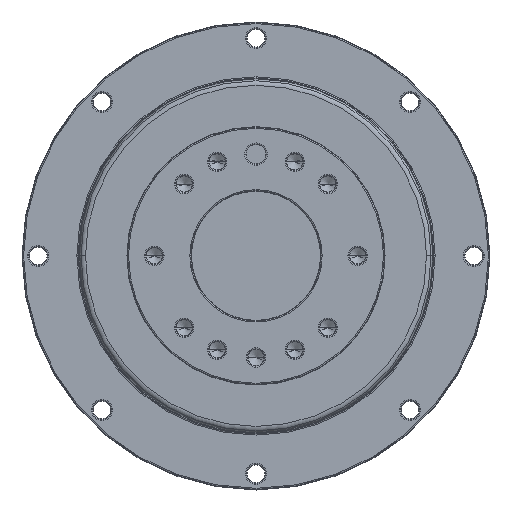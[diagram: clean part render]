
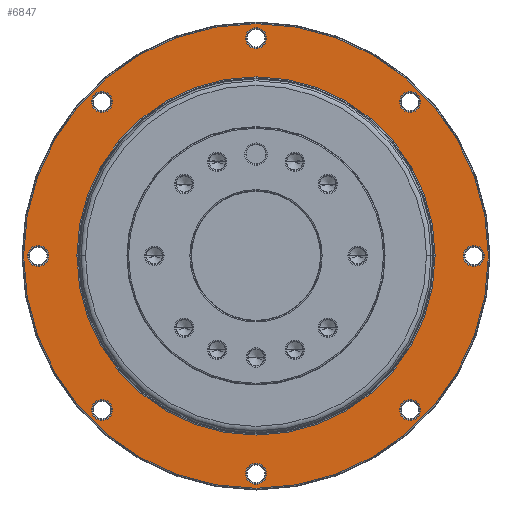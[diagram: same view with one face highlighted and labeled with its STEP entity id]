
A CAD part, top view. The second image highlights one B-rep face of the part: STEP entity #6847.
In plain terms, the highlighted planar face has unit normal (0, 0, 1).
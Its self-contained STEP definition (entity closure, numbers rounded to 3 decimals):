
#1659=CARTESIAN_POINT('',(0.,0.,12.));
#1660=DIRECTION('',(0.,0.,-1.));
#1661=DIRECTION('',(1.,0.,0.));
#1662=AXIS2_PLACEMENT_3D('',#1659,#1660,#1661);
#1664=CARTESIAN_POINT('',(0.,0.,12.));
#1665=DIRECTION('',(0.,0.,-1.));
#1666=DIRECTION('',(-1.,0.,0.));
#1667=AXIS2_PLACEMENT_3D('',#1664,#1665,#1666);
#1669=CARTESIAN_POINT('',(0.,-67.5,12.));
#1670=DIRECTION('',(0.,0.,-1.));
#1671=DIRECTION('',(1.,0.,0.));
#1672=AXIS2_PLACEMENT_3D('',#1669,#1670,#1671);
#1674=CARTESIAN_POINT('',(0.,-67.5,12.));
#1675=DIRECTION('',(0.,0.,-1.));
#1676=DIRECTION('',(-1.,0.,0.));
#1677=AXIS2_PLACEMENT_3D('',#1674,#1675,#1676);
#1679=CARTESIAN_POINT('',(-47.73,-47.73,12.));
#1680=DIRECTION('',(0.,0.,-1.));
#1681=DIRECTION('',(1.,0.,0.));
#1682=AXIS2_PLACEMENT_3D('',#1679,#1680,#1681);
#1684=CARTESIAN_POINT('',(-47.73,-47.73,12.));
#1685=DIRECTION('',(0.,0.,-1.));
#1686=DIRECTION('',(-1.,0.,0.));
#1687=AXIS2_PLACEMENT_3D('',#1684,#1685,#1686);
#1689=CARTESIAN_POINT('',(-67.5,0.,12.));
#1690=DIRECTION('',(0.,0.,-1.));
#1691=DIRECTION('',(1.,0.,0.));
#1692=AXIS2_PLACEMENT_3D('',#1689,#1690,#1691);
#1694=CARTESIAN_POINT('',(-67.5,0.,12.));
#1695=DIRECTION('',(0.,0.,-1.));
#1696=DIRECTION('',(-1.,0.,0.));
#1697=AXIS2_PLACEMENT_3D('',#1694,#1695,#1696);
#1699=CARTESIAN_POINT('',(-47.73,47.73,12.));
#1700=DIRECTION('',(0.,0.,-1.));
#1701=DIRECTION('',(1.,0.,0.));
#1702=AXIS2_PLACEMENT_3D('',#1699,#1700,#1701);
#1704=CARTESIAN_POINT('',(-47.73,47.73,12.));
#1705=DIRECTION('',(0.,0.,-1.));
#1706=DIRECTION('',(-1.,0.,0.));
#1707=AXIS2_PLACEMENT_3D('',#1704,#1705,#1706);
#1709=CARTESIAN_POINT('',(0.,67.5,12.));
#1710=DIRECTION('',(0.,0.,-1.));
#1711=DIRECTION('',(1.,0.,0.));
#1712=AXIS2_PLACEMENT_3D('',#1709,#1710,#1711);
#1714=CARTESIAN_POINT('',(0.,67.5,12.));
#1715=DIRECTION('',(0.,0.,-1.));
#1716=DIRECTION('',(-1.,0.,0.));
#1717=AXIS2_PLACEMENT_3D('',#1714,#1715,#1716);
#1719=CARTESIAN_POINT('',(47.73,47.73,12.));
#1720=DIRECTION('',(0.,0.,-1.));
#1721=DIRECTION('',(1.,0.,0.));
#1722=AXIS2_PLACEMENT_3D('',#1719,#1720,#1721);
#1724=CARTESIAN_POINT('',(47.73,47.73,12.));
#1725=DIRECTION('',(0.,0.,-1.));
#1726=DIRECTION('',(-1.,0.,0.));
#1727=AXIS2_PLACEMENT_3D('',#1724,#1725,#1726);
#1729=CARTESIAN_POINT('',(67.5,0.,12.));
#1730=DIRECTION('',(0.,0.,-1.));
#1731=DIRECTION('',(1.,0.,0.));
#1732=AXIS2_PLACEMENT_3D('',#1729,#1730,#1731);
#1734=CARTESIAN_POINT('',(67.5,0.,12.));
#1735=DIRECTION('',(0.,0.,-1.));
#1736=DIRECTION('',(-1.,0.,0.));
#1737=AXIS2_PLACEMENT_3D('',#1734,#1735,#1736);
#1739=CARTESIAN_POINT('',(47.73,-47.73,12.));
#1740=DIRECTION('',(0.,0.,-1.));
#1741=DIRECTION('',(1.,0.,0.));
#1742=AXIS2_PLACEMENT_3D('',#1739,#1740,#1741);
#1744=CARTESIAN_POINT('',(47.73,-47.73,12.));
#1745=DIRECTION('',(0.,0.,-1.));
#1746=DIRECTION('',(-1.,0.,0.));
#1747=AXIS2_PLACEMENT_3D('',#1744,#1745,#1746);
#1749=CARTESIAN_POINT('',(0.,0.,12.));
#1750=DIRECTION('',(0.,0.,1.));
#1751=DIRECTION('',(1.,0.,0.));
#1752=AXIS2_PLACEMENT_3D('',#1749,#1750,#1751);
#1754=CARTESIAN_POINT('',(0.,0.,12.));
#1755=DIRECTION('',(0.,0.,1.));
#1756=DIRECTION('',(-1.,0.,0.));
#1757=AXIS2_PLACEMENT_3D('',#1754,#1755,#1756);
#4272=CARTESIAN_POINT('',(55.5,0.,12.));
#4273=VERTEX_POINT('',#4272);
#4274=CARTESIAN_POINT('',(-55.5,0.,12.));
#4275=VERTEX_POINT('',#4274);
#4276=CARTESIAN_POINT('',(3.25,-67.5,12.));
#4278=VERTEX_POINT('',#4276);
#4282=CARTESIAN_POINT('',(-3.25,-67.5,12.));
#4283=VERTEX_POINT('',#4282);
#4284=CARTESIAN_POINT('',(-44.48,-47.73,12.));
#4286=VERTEX_POINT('',#4284);
#4290=CARTESIAN_POINT('',(-50.98,-47.73,12.));
#4291=VERTEX_POINT('',#4290);
#4292=CARTESIAN_POINT('',(-64.25,0.,12.));
#4294=VERTEX_POINT('',#4292);
#4298=CARTESIAN_POINT('',(-70.75,0.,12.));
#4299=VERTEX_POINT('',#4298);
#4300=CARTESIAN_POINT('',(-44.48,47.73,12.));
#4302=VERTEX_POINT('',#4300);
#4306=CARTESIAN_POINT('',(-50.98,47.73,12.));
#4307=VERTEX_POINT('',#4306);
#4308=CARTESIAN_POINT('',(3.25,67.5,12.));
#4310=VERTEX_POINT('',#4308);
#4314=CARTESIAN_POINT('',(-3.25,67.5,12.));
#4315=VERTEX_POINT('',#4314);
#4316=CARTESIAN_POINT('',(50.98,47.73,12.));
#4318=VERTEX_POINT('',#4316);
#4322=CARTESIAN_POINT('',(44.48,47.73,12.));
#4323=VERTEX_POINT('',#4322);
#4324=CARTESIAN_POINT('',(70.75,0.,12.));
#4326=VERTEX_POINT('',#4324);
#4330=CARTESIAN_POINT('',(64.25,0.,12.));
#4331=VERTEX_POINT('',#4330);
#4332=CARTESIAN_POINT('',(50.98,-47.73,12.));
#4334=VERTEX_POINT('',#4332);
#4338=CARTESIAN_POINT('',(44.48,-47.73,12.));
#4339=VERTEX_POINT('',#4338);
#4344=CARTESIAN_POINT('',(-72.,0.,12.));
#4345=VERTEX_POINT('',#4344);
#4346=CARTESIAN_POINT('',(72.,0.,12.));
#4347=VERTEX_POINT('',#4346);
#6783=CARTESIAN_POINT('',(0.,0.,12.));
#6784=DIRECTION('',(0.,0.,1.));
#6785=DIRECTION('',(1.,0.,0.));
#6786=AXIS2_PLACEMENT_3D('',#6783,#6784,#6785);
#6787=PLANE('',#6786);
#6788=ORIENTED_EDGE('',*,*,#6773,.F.);
#6790=ORIENTED_EDGE('',*,*,#6789,.F.);
#6791=EDGE_LOOP('',(#6788,#6790));
#6792=FACE_OUTER_BOUND('',#6791,.F.);
#6794=ORIENTED_EDGE('',*,*,#6793,.F.);
#6796=ORIENTED_EDGE('',*,*,#6795,.F.);
#6797=EDGE_LOOP('',(#6794,#6796));
#6798=FACE_BOUND('',#6797,.F.);
#6800=ORIENTED_EDGE('',*,*,#6799,.F.);
#6802=ORIENTED_EDGE('',*,*,#6801,.F.);
#6803=EDGE_LOOP('',(#6800,#6802));
#6804=FACE_BOUND('',#6803,.F.);
#6806=ORIENTED_EDGE('',*,*,#6805,.F.);
#6808=ORIENTED_EDGE('',*,*,#6807,.F.);
#6809=EDGE_LOOP('',(#6806,#6808));
#6810=FACE_BOUND('',#6809,.F.);
#6812=ORIENTED_EDGE('',*,*,#6811,.F.);
#6814=ORIENTED_EDGE('',*,*,#6813,.F.);
#6815=EDGE_LOOP('',(#6812,#6814));
#6816=FACE_BOUND('',#6815,.F.);
#6818=ORIENTED_EDGE('',*,*,#6817,.F.);
#6820=ORIENTED_EDGE('',*,*,#6819,.F.);
#6821=EDGE_LOOP('',(#6818,#6820));
#6822=FACE_BOUND('',#6821,.F.);
#6824=ORIENTED_EDGE('',*,*,#6823,.F.);
#6826=ORIENTED_EDGE('',*,*,#6825,.F.);
#6827=EDGE_LOOP('',(#6824,#6826));
#6828=FACE_BOUND('',#6827,.F.);
#6830=ORIENTED_EDGE('',*,*,#6829,.F.);
#6832=ORIENTED_EDGE('',*,*,#6831,.F.);
#6833=EDGE_LOOP('',(#6830,#6832));
#6834=FACE_BOUND('',#6833,.F.);
#6836=ORIENTED_EDGE('',*,*,#6835,.F.);
#6838=ORIENTED_EDGE('',*,*,#6837,.F.);
#6839=EDGE_LOOP('',(#6836,#6838));
#6840=FACE_BOUND('',#6839,.F.);
#6842=ORIENTED_EDGE('',*,*,#6841,.F.);
#6844=ORIENTED_EDGE('',*,*,#6843,.F.);
#6845=EDGE_LOOP('',(#6842,#6844));
#6846=FACE_BOUND('',#6845,.F.);
#6847=ADVANCED_FACE('',(#6792,#6798,#6804,#6810,#6816,#6822,#6828,#6834,#6840,
#6846),#6787,.T.);
#1663=CIRCLE('',#1662,55.5);
#1668=CIRCLE('',#1667,55.5);
#1673=CIRCLE('',#1672,3.25);
#1678=CIRCLE('',#1677,3.25);
#1683=CIRCLE('',#1682,3.25);
#1688=CIRCLE('',#1687,3.25);
#1693=CIRCLE('',#1692,3.25);
#1698=CIRCLE('',#1697,3.25);
#1703=CIRCLE('',#1702,3.25);
#1708=CIRCLE('',#1707,3.25);
#1713=CIRCLE('',#1712,3.25);
#1718=CIRCLE('',#1717,3.25);
#1723=CIRCLE('',#1722,3.25);
#1728=CIRCLE('',#1727,3.25);
#1733=CIRCLE('',#1732,3.25);
#1738=CIRCLE('',#1737,3.25);
#1743=CIRCLE('',#1742,3.25);
#1748=CIRCLE('',#1747,3.25);
#1753=CIRCLE('',#1752,72.);
#1758=CIRCLE('',#1757,72.);
#6773=EDGE_CURVE('',#4347,#4345,#1753,.T.);
#6789=EDGE_CURVE('',#4345,#4347,#1758,.T.);
#6793=EDGE_CURVE('',#4278,#4283,#1673,.T.);
#6795=EDGE_CURVE('',#4283,#4278,#1678,.T.);
#6799=EDGE_CURVE('',#4286,#4291,#1683,.T.);
#6801=EDGE_CURVE('',#4291,#4286,#1688,.T.);
#6805=EDGE_CURVE('',#4294,#4299,#1693,.T.);
#6807=EDGE_CURVE('',#4299,#4294,#1698,.T.);
#6811=EDGE_CURVE('',#4302,#4307,#1703,.T.);
#6813=EDGE_CURVE('',#4307,#4302,#1708,.T.);
#6817=EDGE_CURVE('',#4310,#4315,#1713,.T.);
#6819=EDGE_CURVE('',#4315,#4310,#1718,.T.);
#6823=EDGE_CURVE('',#4318,#4323,#1723,.T.);
#6825=EDGE_CURVE('',#4323,#4318,#1728,.T.);
#6829=EDGE_CURVE('',#4326,#4331,#1733,.T.);
#6831=EDGE_CURVE('',#4331,#4326,#1738,.T.);
#6835=EDGE_CURVE('',#4334,#4339,#1743,.T.);
#6837=EDGE_CURVE('',#4339,#4334,#1748,.T.);
#6841=EDGE_CURVE('',#4273,#4275,#1663,.T.);
#6843=EDGE_CURVE('',#4275,#4273,#1668,.T.);
